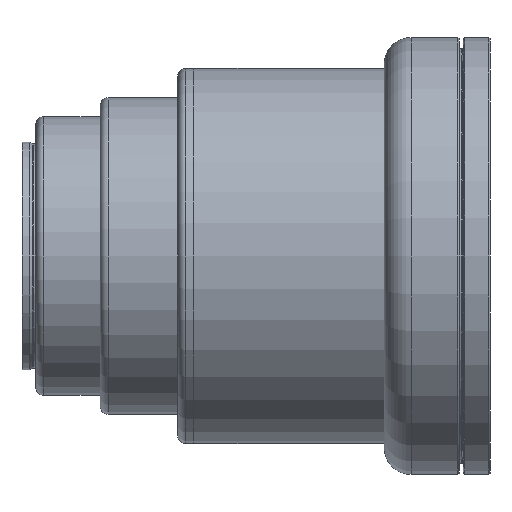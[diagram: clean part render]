
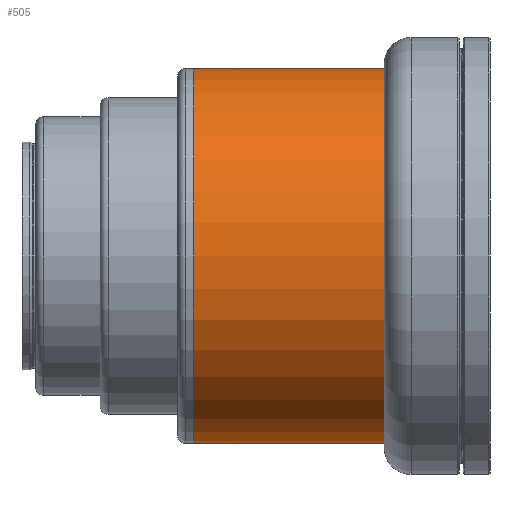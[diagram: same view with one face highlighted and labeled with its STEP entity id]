
A CAD part, front view. The second image highlights one B-rep face of the part: STEP entity #505.
In plain terms, the highlighted cylindrical face has radius 70 mm (diameter 140 mm), a partial arc.
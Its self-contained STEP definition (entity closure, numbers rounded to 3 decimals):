
#50 = LINE ( 'NONE', #1458, #1381 ) ;
#201 = CARTESIAN_POINT ( 'NONE',  ( 45.47, 0., 0. ) ) ;
#211 = EDGE_CURVE ( 'NONE', #954, #1356, #371, .T. ) ;
#217 = AXIS2_PLACEMENT_3D ( 'NONE', #201, #1081, #1330 ) ;
#227 = ORIENTED_EDGE ( 'NONE', *, *, #658, .F. ) ;
#315 = VERTEX_POINT ( 'NONE', #1270 ) ;
#371 = CIRCLE ( 'NONE', #552, 70. ) ;
#423 = EDGE_CURVE ( 'NONE', #1356, #428, #762, .T. ) ;
#428 = VERTEX_POINT ( 'NONE', #1063 ) ;
#505 = ADVANCED_FACE ( 'NONE', ( #1453 ), #825, .T. ) ;
#514 = EDGE_LOOP ( 'NONE', ( #227, #988, #1205, #1091 ) ) ;
#552 = AXIS2_PLACEMENT_3D ( 'NONE', #1260, #577, #1377 ) ;
#577 = DIRECTION ( 'NONE',  ( -1., 0., 0. ) ) ;
#658 = EDGE_CURVE ( 'NONE', #954, #315, #50, .T. ) ;
#762 = LINE ( 'NONE', #1182, #1366 ) ;
#769 = DIRECTION ( 'NONE',  ( -1., 0., 0. ) ) ;
#799 = EDGE_CURVE ( 'NONE', #315, #428, #1120, .T. ) ;
#823 = DIRECTION ( 'NONE',  ( 0., 0., 1. ) ) ;
#825 = CYLINDRICAL_SURFACE ( 'NONE', #217, 70. ) ;
#854 = DIRECTION ( 'NONE',  ( -1., 0., 0. ) ) ;
#919 = AXIS2_PLACEMENT_3D ( 'NONE', #1162, #1386, #823 ) ;
#954 = VERTEX_POINT ( 'NONE', #1413 ) ;
#988 = ORIENTED_EDGE ( 'NONE', *, *, #211, .T. ) ;
#1063 = CARTESIAN_POINT ( 'NONE',  ( 45.474, 0., 70. ) ) ;
#1081 = DIRECTION ( 'NONE',  ( -1., 0., 0. ) ) ;
#1091 = ORIENTED_EDGE ( 'NONE', *, *, #799, .F. ) ;
#1120 = CIRCLE ( 'NONE', #919, 70. ) ;
#1162 = CARTESIAN_POINT ( 'NONE',  ( 45.474, 0., 0. ) ) ;
#1182 = CARTESIAN_POINT ( 'NONE',  ( 45.47, 0., 70. ) ) ;
#1205 = ORIENTED_EDGE ( 'NONE', *, *, #423, .T. ) ;
#1260 = CARTESIAN_POINT ( 'NONE',  ( 116.47, 0., 0. ) ) ;
#1270 = CARTESIAN_POINT ( 'NONE',  ( 45.474, 0., -70. ) ) ;
#1300 = CARTESIAN_POINT ( 'NONE',  ( 116.47, 0., 70. ) ) ;
#1330 = DIRECTION ( 'NONE',  ( 0., 0., 1. ) ) ;
#1356 = VERTEX_POINT ( 'NONE', #1300 ) ;
#1366 = VECTOR ( 'NONE', #854, 1000. ) ;
#1377 = DIRECTION ( 'NONE',  ( 0., 0., 1. ) ) ;
#1381 = VECTOR ( 'NONE', #769, 1000. ) ;
#1386 = DIRECTION ( 'NONE',  ( -1., 0., 0. ) ) ;
#1413 = CARTESIAN_POINT ( 'NONE',  ( 116.47, 0., -70. ) ) ;
#1453 = FACE_OUTER_BOUND ( 'NONE', #514, .T. ) ;
#1458 = CARTESIAN_POINT ( 'NONE',  ( 45.47, 0., -70. ) ) ;
